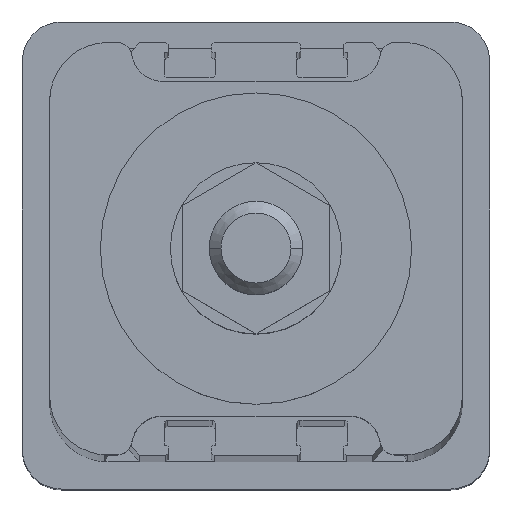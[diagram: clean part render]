
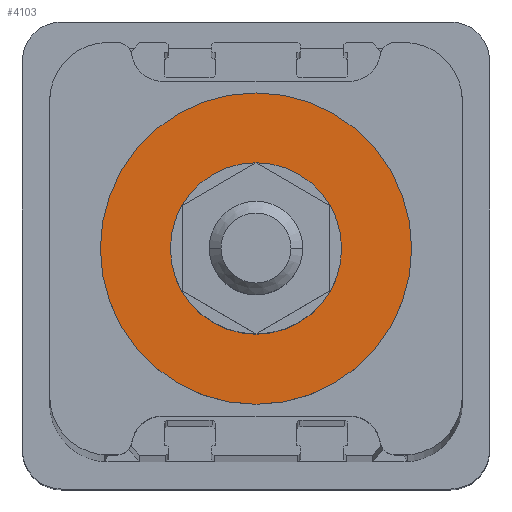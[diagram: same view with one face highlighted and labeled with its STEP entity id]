
A CAD part, top view. The second image highlights one B-rep face of the part: STEP entity #4103.
In plain terms, the highlighted planar face has unit normal (0, 0, 1).
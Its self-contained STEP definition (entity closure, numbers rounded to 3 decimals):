
#85 = DIRECTION ( 'NONE',  ( 1., 0., 0. ) ) ;
#110 = DIRECTION ( 'NONE',  ( 0., 0., 1. ) ) ;
#206 = CARTESIAN_POINT ( 'NONE',  ( 0., 0., 490. ) ) ;
#277 = PLANE ( 'NONE',  #2835 ) ;
#689 = DIRECTION ( 'NONE',  ( 1., 0., 0. ) ) ;
#696 = EDGE_LOOP ( 'NONE', ( #3184, #3210 ) ) ;
#729 = EDGE_LOOP ( 'NONE', ( #3067, #3120 ) ) ;
#812 = DIRECTION ( 'NONE',  ( 0., 0., 1. ) ) ;
#815 = DIRECTION ( 'NONE',  ( 1., 0., 0. ) ) ;
#918 = CARTESIAN_POINT ( 'NONE',  ( 20., 0., 490. ) ) ;
#1059 = EDGE_CURVE ( 'NONE', #2548, #4489, #5823, .T. ) ;
#1069 = EDGE_CURVE ( 'NONE', #2352, #2637, #5776, .T. ) ;
#1330 = DIRECTION ( 'NONE',  ( 1., 0., 0. ) ) ;
#1334 = DIRECTION ( 'NONE',  ( 0., 0., 1. ) ) ;
#1399 = CARTESIAN_POINT ( 'NONE',  ( 0., 0., 490. ) ) ;
#1953 = AXIS2_PLACEMENT_3D ( 'NONE', #5575, #5573, #5562 ) ;
#2107 = AXIS2_PLACEMENT_3D ( 'NONE', #5708, #2342, #689 ) ;
#2342 = DIRECTION ( 'NONE',  ( 0., 0., 1. ) ) ;
#2352 = VERTEX_POINT ( 'NONE', #5953 ) ;
#2394 = CIRCLE ( 'NONE', #1953, 20. ) ;
#2548 = VERTEX_POINT ( 'NONE', #5163 ) ;
#2637 = VERTEX_POINT ( 'NONE', #5071 ) ;
#2664 = CIRCLE ( 'NONE', #2107, 11. ) ;
#2835 = AXIS2_PLACEMENT_3D ( 'NONE', #206, #110, #85 ) ;
#3067 = ORIENTED_EDGE ( 'NONE', *, *, #1069, .F. ) ;
#3120 = ORIENTED_EDGE ( 'NONE', *, *, #5470, .F. ) ;
#3184 = ORIENTED_EDGE ( 'NONE', *, *, #1059, .T. ) ;
#3210 = ORIENTED_EDGE ( 'NONE', *, *, #5652, .T. ) ;
#3445 = FACE_OUTER_BOUND ( 'NONE', #696, .T. ) ;
#3468 = FACE_BOUND ( 'NONE', #729, .T. ) ;
#4103 = ADVANCED_FACE ( 'NONE', ( #3468, #3445 ), #277, .T. ) ;
#4489 = VERTEX_POINT ( 'NONE', #918 ) ;
#4616 = AXIS2_PLACEMENT_3D ( 'NONE', #5662, #1334, #1330 ) ;
#4633 = AXIS2_PLACEMENT_3D ( 'NONE', #1399, #812, #815 ) ;
#5071 = CARTESIAN_POINT ( 'NONE',  ( 11., 0., 490. ) ) ;
#5163 = CARTESIAN_POINT ( 'NONE',  ( -20., 0., 490. ) ) ;
#5470 = EDGE_CURVE ( 'NONE', #2637, #2352, #2664, .T. ) ;
#5562 = DIRECTION ( 'NONE',  ( 1., 0., 0. ) ) ;
#5573 = DIRECTION ( 'NONE',  ( 0., 0., 1. ) ) ;
#5575 = CARTESIAN_POINT ( 'NONE',  ( 0., 0., 490. ) ) ;
#5652 = EDGE_CURVE ( 'NONE', #4489, #2548, #2394, .T. ) ;
#5662 = CARTESIAN_POINT ( 'NONE',  ( 0., 0., 490. ) ) ;
#5708 = CARTESIAN_POINT ( 'NONE',  ( 0., 0., 490. ) ) ;
#5776 = CIRCLE ( 'NONE', #4616, 11. ) ;
#5823 = CIRCLE ( 'NONE', #4633, 20. ) ;
#5953 = CARTESIAN_POINT ( 'NONE',  ( -11., 0., 490. ) ) ;
